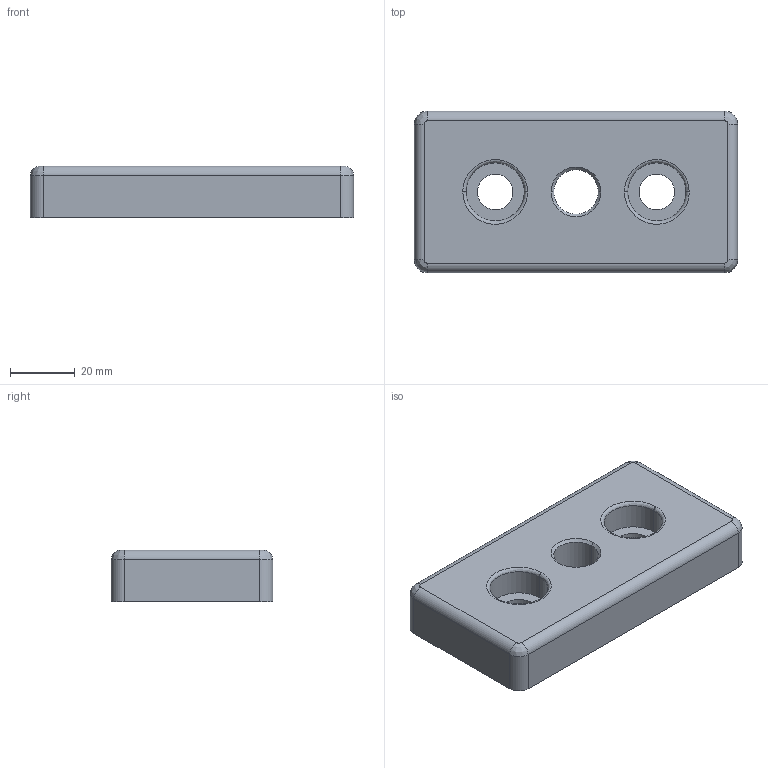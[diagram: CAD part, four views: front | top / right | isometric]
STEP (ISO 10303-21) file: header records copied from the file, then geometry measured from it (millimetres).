
FILE_DESCRIPTION (( 'STEP AP214' ), '1' );
FILE_NAME ('093t501001610s.STEP', '2014-09-08T07:36:08', ( '' ), ( '' ), 'SwSTEP 2.0', 'SolidWorks 2014', '' );
FILE_SCHEMA (( 'AUTOMOTIVE_DESIGN' ));
Length unit declared in the file: inch
Products named in the file (1): 093t501001610s
Bounding box: 100 x 50 x 16 mm (x, y, z)
Volume: 48468 mm3; surface area: 21792.5 mm2
Topology: 1 solids, 1 shells, 171 faces, 408 edges, 231 vertices
Faces by surface type: cylinder 79, bspline 58, plane 32, cone 2
Entity records: 8022 total; most frequent: CARTESIAN_POINT 1996, DIRECTION 827, ORIENTED_EDGE 784, EDGE_CURVE 392, AXIS2_PLACEMENT_3D 340, VERTEX_POINT 231, CIRCLE 226, EDGE_LOOP 185
